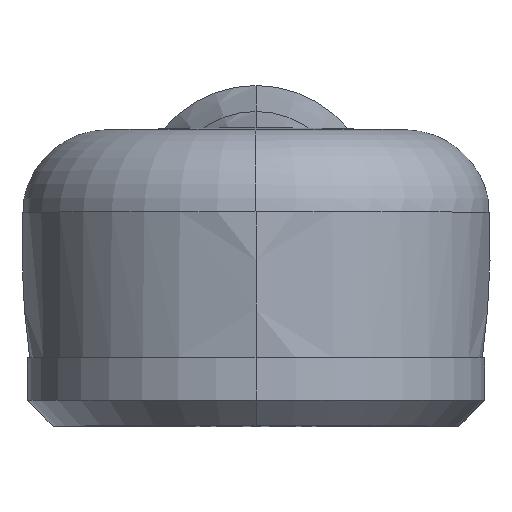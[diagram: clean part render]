
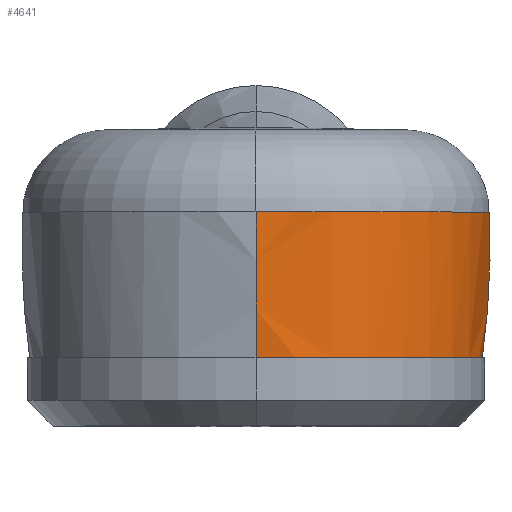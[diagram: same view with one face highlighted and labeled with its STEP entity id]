
A CAD part, top view. The second image highlights one B-rep face of the part: STEP entity #4641.
In plain terms, the highlighted free-form (B-spline) face has degree [3, 3] with [7, 4] control points.
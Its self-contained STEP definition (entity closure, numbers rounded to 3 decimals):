
#240=CARTESIAN_POINT('',(8.446,-0.953,112.984));
#241=CARTESIAN_POINT('',(8.39,-1.449,112.948));
#242=CARTESIAN_POINT('',(8.191,-2.432,112.854));
#243=CARTESIAN_POINT('',(7.636,-3.834,112.666));
#244=CARTESIAN_POINT('',(6.843,-5.115,112.447));
#245=CARTESIAN_POINT('',(5.858,-6.218,112.223));
#246=CARTESIAN_POINT('',(4.683,-7.146,112.012));
#247=CARTESIAN_POINT('',(3.307,-7.889,111.827));
#248=CARTESIAN_POINT('',(1.652,-8.397,111.693));
#249=CARTESIAN_POINT('',(0.551,-8.5,111.665));
#250=CARTESIAN_POINT('',(0.,-8.5,111.665));
#252=CARTESIAN_POINT('',(0.,-18.,139.));
#253=DIRECTION('',(0.,-1.,0.));
#254=DIRECTION('',(0.,0.,-1.));
#255=AXIS2_PLACEMENT_3D('',#252,#253,#254);
#257=CARTESIAN_POINT('',(0.,-0.953,139.));
#258=DIRECTION('',(0.,1.,0.));
#259=DIRECTION('',(0.,0.,1.));
#260=AXIS2_PLACEMENT_3D('',#257,#258,#259);
#279=CARTESIAN_POINT('',(0.,-4.5,66.415));
#280=DIRECTION('',(-1.,0.,0.));
#281=DIRECTION('',(0.,-0.135,0.991));
#282=AXIS2_PLACEMENT_3D('',#279,#280,#281);
#289=CARTESIAN_POINT('',(0.,-4.5,211.585));
#290=DIRECTION('',(1.,0.,0.));
#291=DIRECTION('',(0.,-0.135,-0.991));
#292=AXIS2_PLACEMENT_3D('',#289,#290,#291);
#3234=CARTESIAN_POINT('',(0.,-18.,112.5));
#3235=CARTESIAN_POINT('',(0.,-18.,165.5));
#3236=VERTEX_POINT('',#3234);
#3237=VERTEX_POINT('',#3235);
#3244=CARTESIAN_POINT('',(0.,-0.953,166.353));
#3245=VERTEX_POINT('',#3244);
#3254=VERTEX_POINT('',#240);
#3255=VERTEX_POINT('',#250);
#4602=CARTESIAN_POINT('',(-1.717,-0.611,
111.714));
#4603=CARTESIAN_POINT('',(-1.731,-6.539,
111.484));
#4604=CARTESIAN_POINT('',(-1.713,-12.464,
111.78));
#4605=CARTESIAN_POINT('',(-1.661,-18.339,
112.599));
#4606=CARTESIAN_POINT('',(15.075,-0.611,
110.658));
#4607=CARTESIAN_POINT('',(15.202,-6.539,110.419));
#4608=CARTESIAN_POINT('',(15.039,-12.464,110.726));
#4609=CARTESIAN_POINT('',(14.586,-18.339,111.577));
#4610=CARTESIAN_POINT('',(27.34,-0.611,
122.175));
#4611=CARTESIAN_POINT('',(27.57,-6.539,122.033));
#4612=CARTESIAN_POINT('',(27.274,-12.464,122.215));
#4613=CARTESIAN_POINT('',(26.453,-18.339,122.721));
#4614=CARTESIAN_POINT('',(27.34,-0.611,139.));
#4615=CARTESIAN_POINT('',(27.57,-6.539,139.));
#4616=CARTESIAN_POINT('',(27.274,-12.464,139.));
#4617=CARTESIAN_POINT('',(26.453,-18.339,139.));
#4618=CARTESIAN_POINT('',(27.34,-0.611,
155.825));
#4619=CARTESIAN_POINT('',(27.57,-6.539,155.967));
#4620=CARTESIAN_POINT('',(27.274,-12.464,155.785));
#4621=CARTESIAN_POINT('',(26.453,-18.339,155.279));
#4622=CARTESIAN_POINT('',(15.075,-0.611,
167.342));
#4623=CARTESIAN_POINT('',(15.202,-6.539,167.581));
#4624=CARTESIAN_POINT('',(15.039,-12.464,167.274));
#4625=CARTESIAN_POINT('',(14.586,-18.339,166.423));
#4626=CARTESIAN_POINT('',(-1.717,-0.611,
166.286));
#4627=CARTESIAN_POINT('',(-1.731,-6.539,
166.516));
#4628=CARTESIAN_POINT('',(-1.713,-12.464,
166.22));
#4629=CARTESIAN_POINT('',(-1.661,-18.339,
165.401));
#4630=(BOUNDED_SURFACE()B_SPLINE_SURFACE(3,3,((#4602,#4603,#4604,#4605),(#4606,
#4607,#4608,#4609),(#4610,#4611,#4612,#4613),(#4614,#4615,#4616,#4617),(#4618,
#4619,#4620,#4621),(#4622,#4623,#4624,#4625),(#4626,#4627,#4628,#4629)),
.UNSPECIFIED.,.F.,.F.,.F.)B_SPLINE_SURFACE_WITH_KNOTS((4,3,4),(4,4),(0.,1.,
2.),(0.,1.),.UNSPECIFIED.)GEOMETRIC_REPRESENTATION_ITEM()RATIONAL_B_SPLINE_SURFACE(((1.19,1.186,1.186,1.19),(
0.939,0.937,0.937,0.939),(
0.939,0.937,0.937,0.939),(
1.19,1.186,1.186,1.19),(
0.939,0.937,0.937,0.939),(
0.939,0.937,0.937,0.939),(
1.19,1.186,1.186,1.19)))REPRESENTATION_ITEM('')SURFACE());
#4631=ORIENTED_EDGE('',*,*,#4537,.T.);
#4633=ORIENTED_EDGE('',*,*,#4632,.F.);
#4635=ORIENTED_EDGE('',*,*,#4634,.T.);
#4637=ORIENTED_EDGE('',*,*,#4636,.T.);
#4638=ORIENTED_EDGE('',*,*,#4584,.T.);
#4639=EDGE_LOOP('',(#4631,#4633,#4635,#4637,#4638));
#4640=FACE_OUTER_BOUND('',#4639,.F.);
#4641=ADVANCED_FACE('',(#4640),#4630,.T.);
#251=B_SPLINE_CURVE_WITH_KNOTS('',3,(#240,#241,#242,#243,#244,#245,#246,#247,
#248,#249,#250),.UNSPECIFIED.,.F.,.F.,(4,1,1,1,1,1,1,1,4),(0.,0.125,0.25,
0.375,0.5,0.625,0.75,0.875,1.),.UNSPECIFIED.);
#256=CIRCLE('',#255,26.5);
#261=CIRCLE('',#260,27.353);
#283=CIRCLE('',#282,100.);
#293=CIRCLE('',#292,100.);
#4537=EDGE_CURVE('',#3254,#3255,#251,.T.);
#4584=EDGE_CURVE('',#3245,#3254,#261,.T.);
#4632=EDGE_CURVE('',#3236,#3255,#293,.T.);
#4634=EDGE_CURVE('',#3236,#3237,#256,.T.);
#4636=EDGE_CURVE('',#3237,#3245,#283,.T.);
